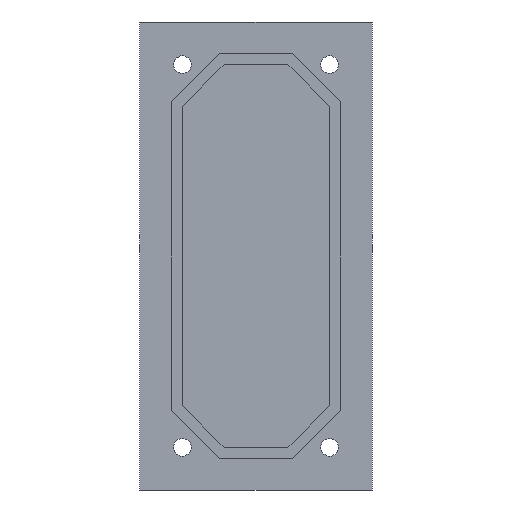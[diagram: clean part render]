
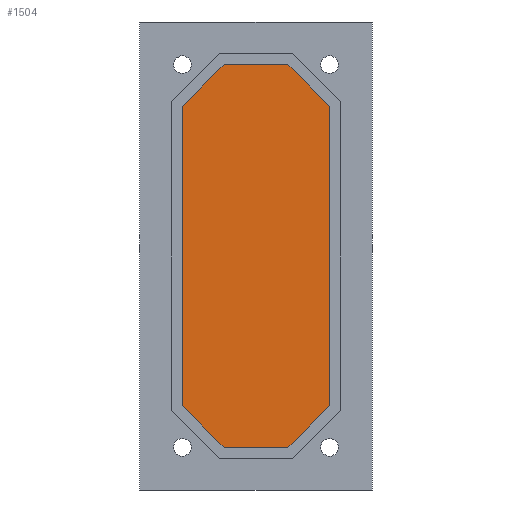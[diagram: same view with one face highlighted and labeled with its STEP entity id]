
A CAD part, front view. The second image highlights one B-rep face of the part: STEP entity #1504.
In plain terms, the highlighted planar face has unit normal (0, -1, 0).
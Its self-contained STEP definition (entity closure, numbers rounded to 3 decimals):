
#268=FACE_OUTER_BOUND('',#368,.T.);
#368=EDGE_LOOP('',(#1379,#1380,#1381,#1382,#1383,#1384,#1385,#1386));
#439=LINE('',#2715,#557);
#443=LINE('',#2723,#561);
#446=LINE('',#2729,#564);
#449=LINE('',#2735,#567);
#452=LINE('',#2741,#570);
#455=LINE('',#2747,#573);
#458=LINE('',#2753,#576);
#461=LINE('',#2758,#579);
#557=VECTOR('',#1736,10.);
#561=VECTOR('',#1742,10.);
#564=VECTOR('',#1747,10.);
#567=VECTOR('',#1752,10.);
#570=VECTOR('',#1757,10.);
#573=VECTOR('',#1762,10.);
#576=VECTOR('',#1767,10.);
#579=VECTOR('',#1772,10.);
#713=VERTEX_POINT('',#2713);
#714=VERTEX_POINT('',#2714);
#717=VERTEX_POINT('',#2722);
#719=VERTEX_POINT('',#2728);
#721=VERTEX_POINT('',#2734);
#723=VERTEX_POINT('',#2740);
#725=VERTEX_POINT('',#2746);
#727=VERTEX_POINT('',#2752);
#911=EDGE_CURVE('',#713,#714,#439,.T.);
#915=EDGE_CURVE('',#714,#717,#443,.T.);
#918=EDGE_CURVE('',#717,#719,#446,.T.);
#921=EDGE_CURVE('',#719,#721,#449,.T.);
#924=EDGE_CURVE('',#721,#723,#452,.T.);
#927=EDGE_CURVE('',#723,#725,#455,.T.);
#930=EDGE_CURVE('',#725,#727,#458,.T.);
#933=EDGE_CURVE('',#727,#713,#461,.T.);
#1379=ORIENTED_EDGE('',*,*,#911,.T.);
#1380=ORIENTED_EDGE('',*,*,#915,.T.);
#1381=ORIENTED_EDGE('',*,*,#918,.T.);
#1382=ORIENTED_EDGE('',*,*,#921,.T.);
#1383=ORIENTED_EDGE('',*,*,#924,.T.);
#1384=ORIENTED_EDGE('',*,*,#927,.T.);
#1385=ORIENTED_EDGE('',*,*,#930,.T.);
#1386=ORIENTED_EDGE('',*,*,#933,.T.);
#1420=PLANE('',#1585);
#1504=ADVANCED_FACE('',(#268),#1420,.F.);
#1585=AXIS2_PLACEMENT_3D('',#2810,#1818,#1819);
#1736=DIRECTION('',(1.,0.,0.));
#1742=DIRECTION('',(0.707,0.,0.707));
#1747=DIRECTION('',(0.,0.,1.));
#1752=DIRECTION('',(-0.707,0.,0.707));
#1757=DIRECTION('',(-1.,0.,0.));
#1762=DIRECTION('',(-0.707,0.,-0.707));
#1767=DIRECTION('',(0.,0.,-1.));
#1772=DIRECTION('',(0.707,0.,-0.707));
#1818=DIRECTION('center_axis',(0.,1.,0.));
#1819=DIRECTION('ref_axis',(1.,0.,0.));
#2713=CARTESIAN_POINT('',(-4.343,0.,-26.));
#2714=CARTESIAN_POINT('',(4.343,0.,-26.));
#2715=CARTESIAN_POINT('',(2.172,0.,-26.));
#2722=CARTESIAN_POINT('',(10.,0.,-20.343));
#2723=CARTESIAN_POINT('',(12.586,0.,-17.757));
#2728=CARTESIAN_POINT('',(10.,0.,20.343));
#2729=CARTESIAN_POINT('',(10.,0.,10.172));
#2734=CARTESIAN_POINT('',(4.343,0.,26.));
#2735=CARTESIAN_POINT('',(9.757,0.,20.586));
#2740=CARTESIAN_POINT('',(-4.343,0.,26.));
#2741=CARTESIAN_POINT('',(-2.172,0.,26.));
#2746=CARTESIAN_POINT('',(-10.,0.,20.343));
#2747=CARTESIAN_POINT('',(-12.586,0.,17.757));
#2752=CARTESIAN_POINT('',(-10.,0.,-20.343));
#2753=CARTESIAN_POINT('',(-10.,0.,-10.172));
#2758=CARTESIAN_POINT('',(-9.757,0.,-20.586));
#2810=CARTESIAN_POINT('Origin',(0.,0.,0.));
